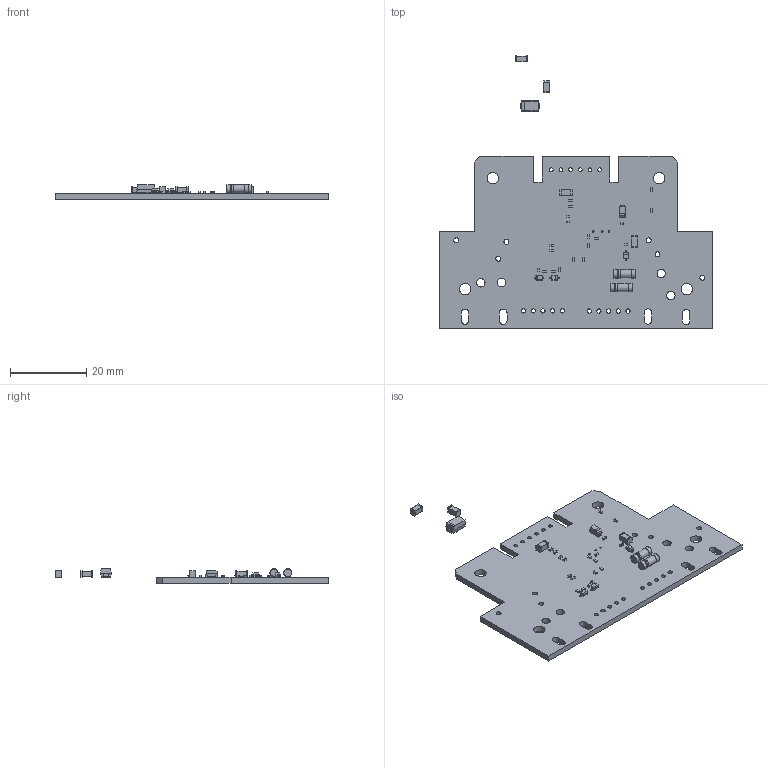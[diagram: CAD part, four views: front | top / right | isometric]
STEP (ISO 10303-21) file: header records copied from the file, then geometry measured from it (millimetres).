
FILE_DESCRIPTION(('KiCad electronic assembly'),'2;1');
FILE_NAME('Modbus_IO_Board.step','2021-10-30T22:19:13',('An Author'),( 'A Company'),'Open CASCADE STEP processor 6.9', 'KiCad to STEP converter','Unknown');
FILE_SCHEMA(('AUTOMOTIVE_DESIGN { 1 0 10303 214 1 1 1 1 }'));
Length unit declared in the file: millimetre
Products named in the file (18): Open CASCADE STEP translator 6.9 1; D_SMA; SOLID; C_1206_3216Metric; D_MELF; R_0402_1005Metric; C_0402_1005Metric; L_1206_3216Metric; D_SOD-323; CP_EIA-3216-18_Kemet-A; COMPOUND
Assembly tree (39 placements, depth 3):
  Open CASCADE STEP translator 6.9 1
    D_SMA
      SOLID
    C_1206_3216Metric  x3
      SOLID
    D_MELF  x2
      SOLID
    R_0402_1005Metric  x8
      SOLID
    C_0402_1005Metric  x11
      SOLID
    L_1206_3216Metric
      SOLID
    D_SOD-323  x3
      SOLID
    CP_EIA-3216-18_Kemet-A
      SOLID
    COMPOUND
Bounding box: 71.53 x 71.27 x 3.87 mm (x, y, z)
Volume: 4484.2 mm3; surface area: 6535.1 mm2
Topology: 31 solids, 31 shells, 1011 faces, 2559 edges, 1654 vertices
Faces by surface type: plane 582, cylinder 328, bspline 97, revolution 4
Full cylindrical faces by diameter (mm): 0.4 x3, 1 x6, 1.1 x10, 1.3 x6, 2.1 x4, 2.12 x2, 2.2 x8, 3 x4
Entity records: 27511 total; most frequent: CARTESIAN_POINT 7467, DIRECTION 3254, LINE 2063, VECTOR 2063, ORIENTED_EDGE 1776, PCURVE 1776, DEFINITIONAL_REPRESENTATION 1776, EDGE_CURVE 888
